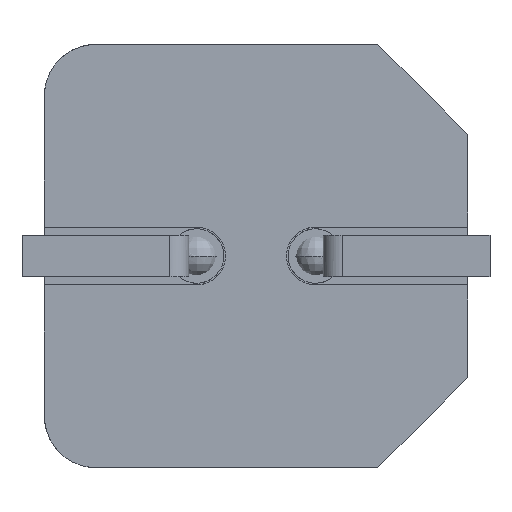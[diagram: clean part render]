
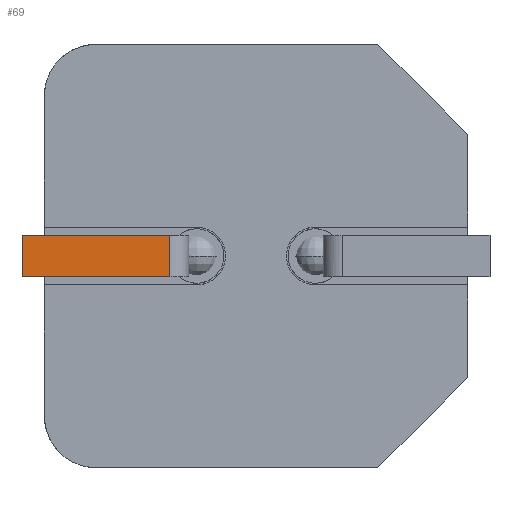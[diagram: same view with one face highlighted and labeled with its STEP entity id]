
A CAD part, front view. The second image highlights one B-rep face of the part: STEP entity #69.
In plain terms, the highlighted free-form (B-spline) face has degree [1, 1] with [2, 2] control points.
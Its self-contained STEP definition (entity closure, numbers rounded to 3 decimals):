
#69=ADVANCED_FACE('',(#136),#2263,.T.);
#136=FACE_OUTER_BOUND('',#203,.T.);
#203=EDGE_LOOP('',(#296,#297,#298,#299));
#296=ORIENTED_EDGE('',*,*,#1902,.T.);
#297=ORIENTED_EDGE('',*,*,#1903,.T.);
#298=ORIENTED_EDGE('',*,*,#1898,.F.);
#299=ORIENTED_EDGE('',*,*,#1904,.T.);
#634=PCURVE('',#2262,#976);
#638=PCURVE('',#2263,#980);
#639=PCURVE('',#2263,#981);
#640=PCURVE('',#2263,#982);
#641=PCURVE('',#2263,#983);
#669=PCURVE('',#2268,#1011);
#672=PCURVE('',#2269,#1014);
#678=PCURVE('',#2304,#1020);
#976=DEFINITIONAL_REPRESENTATION('',(#1319),#4887);
#980=DEFINITIONAL_REPRESENTATION('',(#1327),#4887);
#981=DEFINITIONAL_REPRESENTATION('',(#1329),#4887);
#982=DEFINITIONAL_REPRESENTATION('',(#1330),#4887);
#983=DEFINITIONAL_REPRESENTATION('',(#1332),#4887);
#1011=DEFINITIONAL_REPRESENTATION('',(#1369),#4887);
#1014=DEFINITIONAL_REPRESENTATION('',(#1371),#4887);
#1020=DEFINITIONAL_REPRESENTATION('',(#1377),#4887);
#1318=B_SPLINE_CURVE_WITH_KNOTS('',1,(#2753,#2754),.UNSPECIFIED.,.F.,.F.,
(2,2),(0.,0.65),.UNSPECIFIED.);
#1319=B_SPLINE_CURVE_WITH_KNOTS('',1,(#2755,#2756),.UNSPECIFIED.,.F.,.F.,
(2,2),(0.,0.65),.UNSPECIFIED.);
#1326=B_SPLINE_CURVE_WITH_KNOTS('',1,(#2769,#2770),.UNSPECIFIED.,.F.,.F.,
(2,2),(0.,0.65),.UNSPECIFIED.);
#1327=B_SPLINE_CURVE_WITH_KNOTS('',1,(#2771,#2772),.UNSPECIFIED.,.F.,.F.,
(2,2),(0.,0.65),.UNSPECIFIED.);
#1328=B_SPLINE_CURVE_WITH_KNOTS('',1,(#2773,#2774),.UNSPECIFIED.,.F.,.F.,
(2,2),(0.,2.3),.UNSPECIFIED.);
#1329=B_SPLINE_CURVE_WITH_KNOTS('',1,(#2775,#2776),.UNSPECIFIED.,.F.,.F.,
(2,2),(0.,2.3),.UNSPECIFIED.);
#1330=B_SPLINE_CURVE_WITH_KNOTS('',1,(#2777,#2778),.UNSPECIFIED.,.F.,.F.,
(2,2),(0.,0.65),.UNSPECIFIED.);
#1331=B_SPLINE_CURVE_WITH_KNOTS('',1,(#2779,#2780),.UNSPECIFIED.,.F.,.F.,
(2,2),(0.,2.3),.UNSPECIFIED.);
#1332=B_SPLINE_CURVE_WITH_KNOTS('',1,(#2781,#2782),.UNSPECIFIED.,.F.,.F.,
(2,2),(0.,2.3),.UNSPECIFIED.);
#1369=B_SPLINE_CURVE_WITH_KNOTS('',1,(#2872,#2873),.UNSPECIFIED.,.F.,.F.,
(2,2),(0.,2.3),.UNSPECIFIED.);
#1371=B_SPLINE_CURVE_WITH_KNOTS('',1,(#2882,#2883),.UNSPECIFIED.,.F.,.F.,
(2,2),(0.,2.3),.UNSPECIFIED.);
#1377=B_SPLINE_CURVE_WITH_KNOTS('',1,(#2894,#2895),.UNSPECIFIED.,.F.,.F.,
(2,2),(0.,0.65),.UNSPECIFIED.);
#1727=SURFACE_CURVE('',#1318,(#634,#640),.PCURVE_S1.);
#1731=SURFACE_CURVE('',#1326,(#638,#678),.PCURVE_S1.);
#1732=SURFACE_CURVE('',#1328,(#639,#669),.PCURVE_S1.);
#1733=SURFACE_CURVE('',#1331,(#641,#672),.PCURVE_S1.);
#1898=EDGE_CURVE('',#2159,#2161,#1727,.T.);
#1902=EDGE_CURVE('',#2163,#2164,#1731,.T.);
#1903=EDGE_CURVE('',#2164,#2161,#1732,.T.);
#1904=EDGE_CURVE('',#2159,#2163,#1733,.T.);
#2159=VERTEX_POINT('',#2632);
#2161=VERTEX_POINT('',#2634);
#2163=VERTEX_POINT('',#2636);
#2164=VERTEX_POINT('',#2637);
#2262=B_SPLINE_SURFACE_WITH_KNOTS('',1,1,((#2573,#2574),(#2575,#2576)),
 .UNSPECIFIED.,.F.,.F.,.F.,(2,2),(2,2),(-0.93,0.63),(-0.665,1.315),
 .UNSPECIFIED.);
#2263=B_SPLINE_SURFACE_WITH_KNOTS('',1,1,((#2577,#2578),(#2579,#2580)),
 .UNSPECIFIED.,.F.,.F.,.F.,(2,2),(2,2),(-1.315,0.665),(0.07,
2.83),.UNSPECIFIED.);
#2268=B_SPLINE_SURFACE_WITH_KNOTS('',1,1,((#2597,#2598),(#2599,#2600)),
 .UNSPECIFIED.,.F.,.F.,.F.,(2,2),(2,2),(-0.963,0.988),(-0.135,2.985),
 .UNSPECIFIED.);
#2269=B_SPLINE_SURFACE_WITH_KNOTS('',1,1,((#2601,#2602),(#2603,#2604)),
 .UNSPECIFIED.,.F.,.F.,.F.,(2,2),(2,2),(-0.135,2.985),(-0.963,0.988),
 .UNSPECIFIED.);
#2304=(
BOUNDED_SURFACE()
B_SPLINE_SURFACE(2,1,((#2605,#2606),(#2607,#2608),(#2609,#2610),(#2611,
#2612),(#2613,#2614),(#2615,#2616),(#2617,#2618),(#2619,#2620),(#2621,#2622)),
 .UNSPECIFIED.,.T.,.F.,.F.)
B_SPLINE_SURFACE_WITH_KNOTS((3,2,2,2,3),(2,2),(0.,1.571,3.142,
4.712,6.283),(0.,0.78),.UNSPECIFIED.)
GEOMETRIC_REPRESENTATION_ITEM()
RATIONAL_B_SPLINE_SURFACE(((1.,1.),(0.707,0.707),
(1.,1.),(0.707,0.707),(1.,1.),(0.707,
0.707),(1.,1.),(0.707,0.707),(1.,1.)))
REPRESENTATION_ITEM('')
SURFACE()
);
#2573=CARTESIAN_POINT('',(-2.725,-0.93,0.99));
#2574=CARTESIAN_POINT('',(-2.725,-0.93,-0.99));
#2575=CARTESIAN_POINT('',(-2.725,0.63,0.99));
#2576=CARTESIAN_POINT('',(-2.725,0.63,-0.99));
#2577=CARTESIAN_POINT('',(-0.195,-0.3,-0.99));
#2578=CARTESIAN_POINT('',(-2.955,-0.3,-0.99));
#2579=CARTESIAN_POINT('',(-0.195,-0.3,0.99));
#2580=CARTESIAN_POINT('',(-2.955,-0.3,0.99));
#2597=CARTESIAN_POINT('',(0.135,-0.963,0.325));
#2598=CARTESIAN_POINT('',(-2.985,-0.963,0.325));
#2599=CARTESIAN_POINT('',(0.135,0.988,0.325));
#2600=CARTESIAN_POINT('',(-2.985,0.988,0.325));
#2601=CARTESIAN_POINT('',(0.135,-0.963,-0.325));
#2602=CARTESIAN_POINT('',(0.135,0.988,-0.325));
#2603=CARTESIAN_POINT('',(-2.985,-0.963,-0.325));
#2604=CARTESIAN_POINT('',(-2.985,0.988,-0.325));
#2605=CARTESIAN_POINT('',(-0.725,0.,0.39));
#2606=CARTESIAN_POINT('',(-0.725,0.,-0.39));
#2607=CARTESIAN_POINT('',(-0.725,0.3,0.39));
#2608=CARTESIAN_POINT('',(-0.725,0.3,-0.39));
#2609=CARTESIAN_POINT('',(-0.425,0.3,0.39));
#2610=CARTESIAN_POINT('',(-0.425,0.3,-0.39));
#2611=CARTESIAN_POINT('',(-0.125,0.3,0.39));
#2612=CARTESIAN_POINT('',(-0.125,0.3,-0.39));
#2613=CARTESIAN_POINT('',(-0.125,0.,0.39));
#2614=CARTESIAN_POINT('',(-0.125,0.,-0.39));
#2615=CARTESIAN_POINT('',(-0.125,-0.3,0.39));
#2616=CARTESIAN_POINT('',(-0.125,-0.3,-0.39));
#2617=CARTESIAN_POINT('',(-0.425,-0.3,0.39));
#2618=CARTESIAN_POINT('',(-0.425,-0.3,-0.39));
#2619=CARTESIAN_POINT('',(-0.725,-0.3,0.39));
#2620=CARTESIAN_POINT('',(-0.725,-0.3,-0.39));
#2621=CARTESIAN_POINT('',(-0.725,0.,0.39));
#2622=CARTESIAN_POINT('',(-0.725,0.,-0.39));
#2632=CARTESIAN_POINT('',(-2.725,-0.3,-0.325));
#2634=CARTESIAN_POINT('',(-2.725,-0.3,0.325));
#2636=CARTESIAN_POINT('',(-0.425,-0.3,-0.325));
#2637=CARTESIAN_POINT('',(-0.425,-0.3,0.325));
#2753=CARTESIAN_POINT('',(-2.725,-0.3,-0.325));
#2754=CARTESIAN_POINT('',(-2.725,-0.3,0.325));
#2755=CARTESIAN_POINT('',(-0.3,0.65));
#2756=CARTESIAN_POINT('',(-0.3,0.));
#2769=CARTESIAN_POINT('',(-0.425,-0.3,-0.325));
#2770=CARTESIAN_POINT('',(-0.425,-0.3,0.325));
#2771=CARTESIAN_POINT('',(-0.65,0.3));
#2772=CARTESIAN_POINT('',(0.,0.3));
#2773=CARTESIAN_POINT('',(-0.425,-0.3,0.325));
#2774=CARTESIAN_POINT('',(-2.725,-0.3,0.325));
#2775=CARTESIAN_POINT('',(0.,0.3));
#2776=CARTESIAN_POINT('',(0.,2.6));
#2777=CARTESIAN_POINT('',(-0.65,2.6));
#2778=CARTESIAN_POINT('',(0.,2.6));
#2779=CARTESIAN_POINT('',(-2.725,-0.3,-0.325));
#2780=CARTESIAN_POINT('',(-0.425,-0.3,-0.325));
#2781=CARTESIAN_POINT('',(-0.65,2.6));
#2782=CARTESIAN_POINT('',(-0.65,0.3));
#2872=CARTESIAN_POINT('',(-0.3,0.425));
#2873=CARTESIAN_POINT('',(-0.3,2.725));
#2882=CARTESIAN_POINT('',(2.725,-0.3));
#2883=CARTESIAN_POINT('',(0.425,-0.3));
#2894=CARTESIAN_POINT('',(4.712,0.715));
#2895=CARTESIAN_POINT('',(4.712,0.065));
#4887=(
GEOMETRIC_REPRESENTATION_CONTEXT(2)
PARAMETRIC_REPRESENTATION_CONTEXT()
REPRESENTATION_CONTEXT('pspace','')
);
